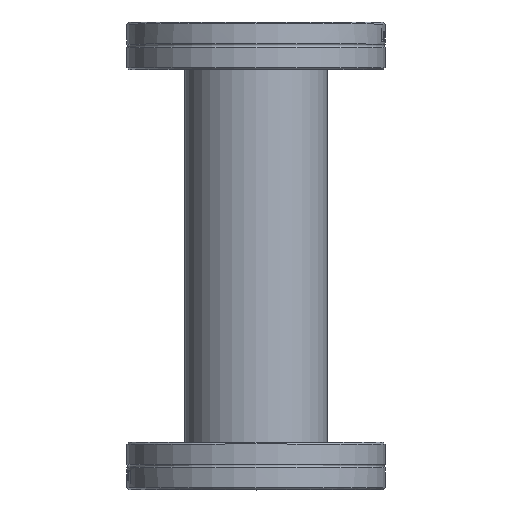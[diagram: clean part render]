
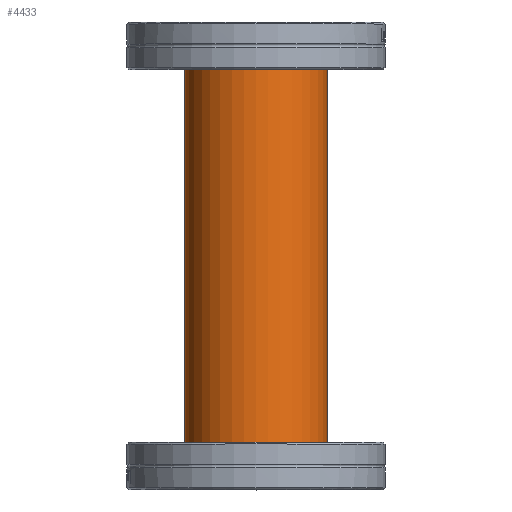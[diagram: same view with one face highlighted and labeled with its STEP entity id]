
A CAD part, top view. The second image highlights one B-rep face of the part: STEP entity #4433.
In plain terms, the highlighted cylindrical face has radius 19.05 mm (diameter 38.1 mm), a full revolution.
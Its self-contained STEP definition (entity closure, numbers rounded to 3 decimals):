
#850=CYLINDRICAL_SURFACE('',#4944,19.05);
#1055=FACE_BOUND('',#1688,.T.);
#1318=FACE_OUTER_BOUND('',#1687,.T.);
#1687=EDGE_LOOP('',(#4132));
#1688=EDGE_LOOP('',(#4133));
#1854=CIRCLE('',#4945,19.05);
#1855=CIRCLE('',#4946,19.05);
#2291=VERTEX_POINT('',#10757);
#2292=VERTEX_POINT('',#10759);
#2906=EDGE_CURVE('',#2291,#2291,#1854,.T.);
#2907=EDGE_CURVE('',#2292,#2292,#1855,.T.);
#4132=ORIENTED_EDGE('',*,*,#2906,.F.);
#4133=ORIENTED_EDGE('',*,*,#2907,.F.);
#4433=ADVANCED_FACE('',(#1318,#1055),#850,.T.);
#4944=AXIS2_PLACEMENT_3D('',#10756,#5964,#5965);
#4945=AXIS2_PLACEMENT_3D('',#10758,#5966,#5967);
#4946=AXIS2_PLACEMENT_3D('',#10760,#5968,#5969);
#5964=DIRECTION('center_axis',(0.,0.,1.));
#5965=DIRECTION('ref_axis',(-1.,0.,0.));
#5966=DIRECTION('center_axis',(0.,0.,1.));
#5967=DIRECTION('ref_axis',(-1.,0.,0.));
#5968=DIRECTION('center_axis',(0.,0.,-1.));
#5969=DIRECTION('ref_axis',(-1.,0.,0.));
#10756=CARTESIAN_POINT('Origin',(0.,0.,0.));
#10757=CARTESIAN_POINT('',(19.05,0.,114.6));
#10758=CARTESIAN_POINT('Origin',(0.,0.,114.6));
#10759=CARTESIAN_POINT('',(19.05,0.,0.));
#10760=CARTESIAN_POINT('Origin',(0.,0.,0.));
